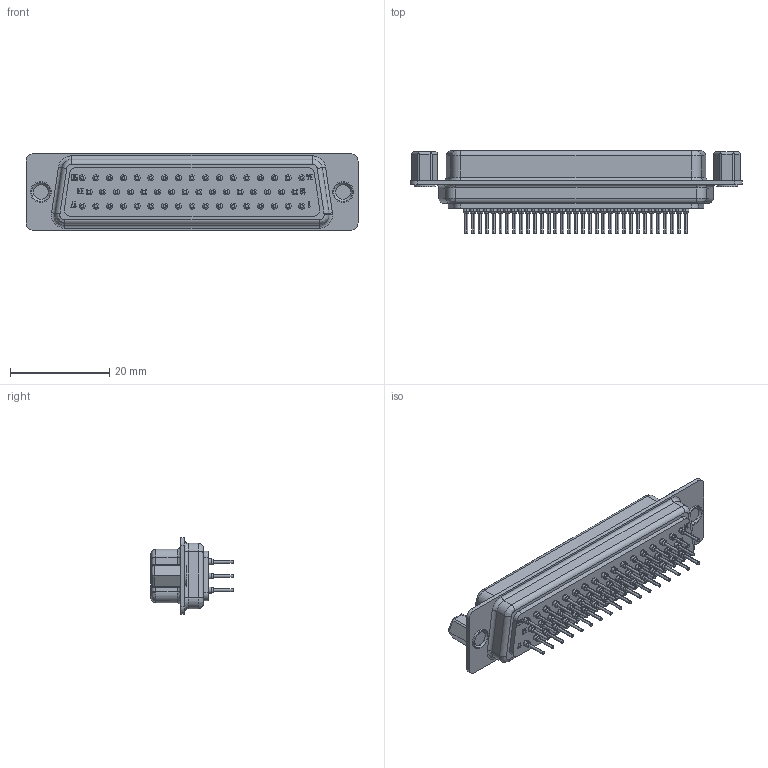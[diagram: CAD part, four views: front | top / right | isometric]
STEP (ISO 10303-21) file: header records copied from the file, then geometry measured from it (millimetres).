
FILE_DESCRIPTION (( 'STEP AP214' ), '1' );
FILE_NAME ('User Library-DB50-PCB Solder-female.STEP', '2020-03-12T10:59:28', ( '' ), ( '' ), 'SwSTEP 2.0', 'SolidWorks 2019', '' );
FILE_SCHEMA (( 'AUTOMOTIVE_DESIGN' ));
Length unit declared in the file: millimetre
Products named in the file (1): User Library-DB50-PCB Solder-female
Bounding box: 67 x 16.6 x 15.4 mm (x, y, z)
Volume: 7029.7 mm3; surface area: 6078.1 mm2
Topology: 1 solids, 3 shells, 1056 faces, 2583 edges, 1702 vertices
Faces by surface type: cylinder 375, plane 307, bspline 261, cone 113
Entity records: 42037 total; most frequent: CARTESIAN_POINT 11867, ORIENTED_EDGE 5158, DIRECTION 5086, EDGE_CURVE 2579, AXIS2_PLACEMENT_3D 2037, VERTEX_POINT 1702, CIRCLE 1241, EDGE_LOOP 1233
